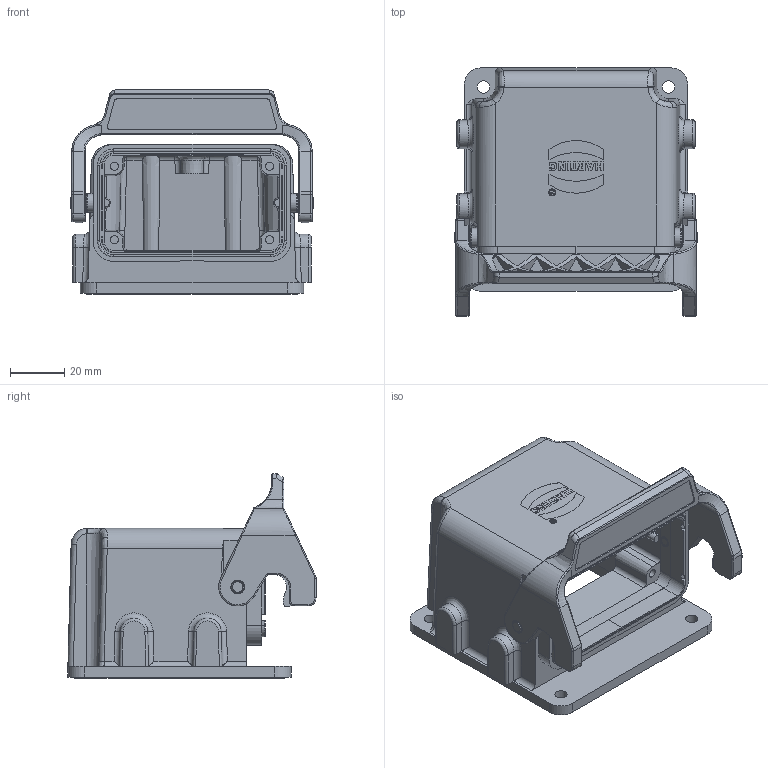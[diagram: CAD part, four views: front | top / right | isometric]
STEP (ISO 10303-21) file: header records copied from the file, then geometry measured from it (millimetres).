
FILE_DESCRIPTION(/* description */ (''),/* implementation_level */ '2;1');
FILE_NAME(/* name */ '100538093ugm000_a.stp',/* time_stamp */ '2013-05-06T08:28:35+02:00',/* author */ (''),/* organization */ (''),/* preprocessor_version */ 'ST-DEVELOPER v15',/* originating_system */ 'SIEMENS PLM Software NX 8.5',/* authorisation */ '');
FILE_SCHEMA (('AUTOMOTIVE_DESIGN { 1 0 10303 214 3 1 1 1 }'));
Length unit declared in the file: millimetre
Products named in the file (1): 100538093ugm000_a
Bounding box: 89 x 91.2 x 74.96 mm (x, y, z)
Volume: 101508.6 mm3; surface area: 51936.3 mm2
Topology: 2 solids, 2 shells, 764 faces, 1977 edges, 1235 vertices
Faces by surface type: plane 384, cylinder 213, bspline 139, cone 20, torus 6, extrusion 2
Full cylindrical faces by diameter (mm): 2.2 x1, 2.6 x1, 2.95 x2, 3 x4, 4 x3, 4.5 x4, 4.8 x2, 5.1 x2, 7 x2
Entity records: 28477 total; most frequent: CARTESIAN_POINT 10313, ORIENTED_EDGE 3842, DIRECTION 3246, EDGE_CURVE 1921, VERTEX_POINT 1227, VECTOR 1152, LINE 1150, AXIS2_PLACEMENT_3D 1047
